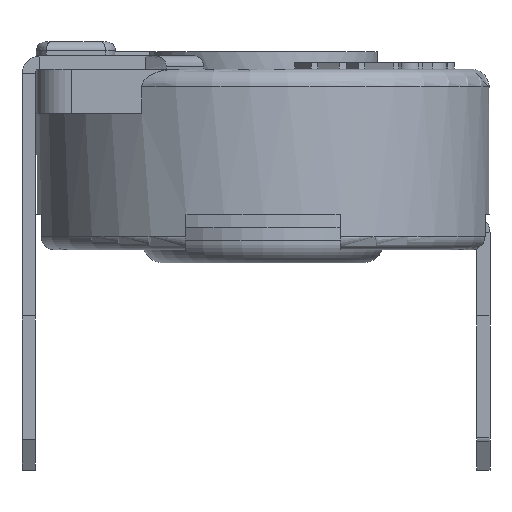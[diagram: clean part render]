
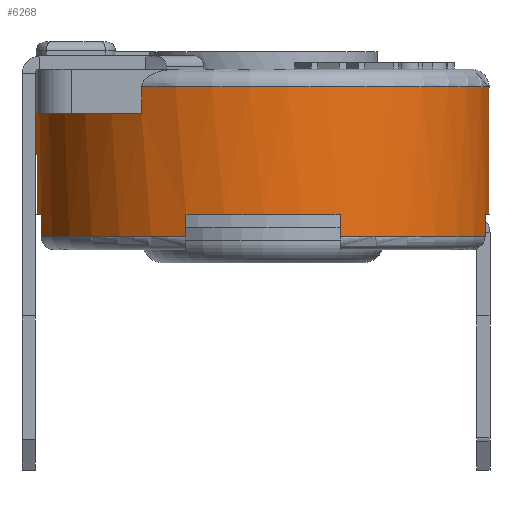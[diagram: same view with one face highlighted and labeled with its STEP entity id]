
A CAD part, front view. The second image highlights one B-rep face of the part: STEP entity #6268.
In plain terms, the highlighted cylindrical face has radius 5.15 mm (diameter 10.3 mm), a full revolution.
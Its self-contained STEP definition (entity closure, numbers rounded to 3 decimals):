
#496=FACE_OUTER_BOUND('',#862,.T.);
#862=EDGE_LOOP('',(#4539,#4540,#4541,#4542,#4543,#4544,#4545,#4546,#4547,
#4548,#4549,#4550,#4551,#4552,#4553,#4554,#4555,#4556,#4557,#4558,#4559,
#4560,#4561,#4562,#4563));
#1353=LINE('',#9634,#2011);
#1355=LINE('',#9640,#2013);
#1357=LINE('',#9657,#2015);
#1358=LINE('',#9659,#2016);
#1359=LINE('',#9662,#2017);
#1360=LINE('',#9664,#2018);
#1361=LINE('',#9667,#2019);
#1362=LINE('',#9669,#2020);
#1363=LINE('',#9672,#2021);
#1364=LINE('',#9674,#2022);
#1365=LINE('',#9677,#2023);
#2011=VECTOR('',#7424,1000.);
#2013=VECTOR('',#7428,1000.);
#2015=VECTOR('',#7438,5.15);
#2016=VECTOR('',#7439,1000.);
#2017=VECTOR('',#7442,1000.);
#2018=VECTOR('',#7443,1000.);
#2019=VECTOR('',#7446,1000.);
#2020=VECTOR('',#7447,1000.);
#2021=VECTOR('',#7450,1000.);
#2022=VECTOR('',#7451,1000.);
#2023=VECTOR('',#7454,1000.);
#2567=CIRCLE('',#6710,5.15);
#2569=CIRCLE('',#6712,5.15);
#2570=CIRCLE('',#6713,5.15);
#2572=CIRCLE('',#6715,5.15);
#2574=CIRCLE('',#6717,5.15);
#2577=CIRCLE('',#6726,5.15);
#2578=CIRCLE('',#6727,5.15);
#2579=CIRCLE('',#6728,5.15);
#2580=CIRCLE('',#6729,5.15);
#2581=CIRCLE('',#6730,5.15);
#2582=CIRCLE('',#6731,5.15);
#2583=CIRCLE('',#6732,5.15);
#2584=CIRCLE('',#6733,5.15);
#2874=VERTEX_POINT('',#9572);
#2875=VERTEX_POINT('',#9574);
#2878=VERTEX_POINT('',#9580);
#2879=VERTEX_POINT('',#9582);
#2880=VERTEX_POINT('',#9584);
#2883=VERTEX_POINT('',#9590);
#2884=VERTEX_POINT('',#9592);
#2887=VERTEX_POINT('',#9598);
#2888=VERTEX_POINT('',#9600);
#2889=VERTEX_POINT('',#9604);
#2895=VERTEX_POINT('',#9621);
#2896=VERTEX_POINT('',#9623);
#2897=VERTEX_POINT('',#9636);
#2899=VERTEX_POINT('',#9639);
#2900=VERTEX_POINT('',#9655);
#2901=VERTEX_POINT('',#9658);
#2902=VERTEX_POINT('',#9660);
#2903=VERTEX_POINT('',#9663);
#2904=VERTEX_POINT('',#9665);
#2905=VERTEX_POINT('',#9668);
#2906=VERTEX_POINT('',#9670);
#2907=VERTEX_POINT('',#9673);
#2908=VERTEX_POINT('',#9675);
#3515=EDGE_CURVE('',#2874,#2875,#2567,.T.);
#3519=EDGE_CURVE('',#2878,#2879,#2569,.T.);
#3520=EDGE_CURVE('',#2879,#2880,#2570,.T.);
#3524=EDGE_CURVE('',#2883,#2884,#2572,.T.);
#3528=EDGE_CURVE('',#2887,#2888,#2574,.T.);
#3541=EDGE_CURVE('',#2895,#2896,#1353,.T.);
#3543=EDGE_CURVE('',#2897,#2899,#1355,.T.);
#3547=EDGE_CURVE('',#2896,#2900,#2577,.T.);
#3548=EDGE_CURVE('',#2900,#2879,#1357,.T.);
#3549=EDGE_CURVE('',#2901,#2878,#1358,.T.);
#3550=EDGE_CURVE('',#2901,#2902,#2578,.T.);
#3551=EDGE_CURVE('',#2902,#2875,#1359,.T.);
#3552=EDGE_CURVE('',#2903,#2874,#1360,.T.);
#3553=EDGE_CURVE('',#2903,#2904,#2579,.T.);
#3554=EDGE_CURVE('',#2904,#2888,#1361,.T.);
#3555=EDGE_CURVE('',#2905,#2887,#1362,.T.);
#3556=EDGE_CURVE('',#2905,#2906,#2580,.T.);
#3557=EDGE_CURVE('',#2906,#2884,#1363,.T.);
#3558=EDGE_CURVE('',#2907,#2883,#1364,.T.);
#3559=EDGE_CURVE('',#2907,#2908,#2581,.T.);
#3560=EDGE_CURVE('',#2908,#2880,#1365,.T.);
#3561=EDGE_CURVE('',#2900,#2899,#2582,.T.);
#3562=EDGE_CURVE('',#2889,#2897,#2583,.T.);
#3563=EDGE_CURVE('',#2895,#2889,#2584,.T.);
#4539=ORIENTED_EDGE('',*,*,#3541,.T.);
#4540=ORIENTED_EDGE('',*,*,#3547,.T.);
#4541=ORIENTED_EDGE('',*,*,#3548,.T.);
#4542=ORIENTED_EDGE('',*,*,#3519,.F.);
#4543=ORIENTED_EDGE('',*,*,#3549,.F.);
#4544=ORIENTED_EDGE('',*,*,#3550,.T.);
#4545=ORIENTED_EDGE('',*,*,#3551,.T.);
#4546=ORIENTED_EDGE('',*,*,#3515,.F.);
#4547=ORIENTED_EDGE('',*,*,#3552,.F.);
#4548=ORIENTED_EDGE('',*,*,#3553,.T.);
#4549=ORIENTED_EDGE('',*,*,#3554,.T.);
#4550=ORIENTED_EDGE('',*,*,#3528,.F.);
#4551=ORIENTED_EDGE('',*,*,#3555,.F.);
#4552=ORIENTED_EDGE('',*,*,#3556,.T.);
#4553=ORIENTED_EDGE('',*,*,#3557,.T.);
#4554=ORIENTED_EDGE('',*,*,#3524,.F.);
#4555=ORIENTED_EDGE('',*,*,#3558,.F.);
#4556=ORIENTED_EDGE('',*,*,#3559,.T.);
#4557=ORIENTED_EDGE('',*,*,#3560,.T.);
#4558=ORIENTED_EDGE('',*,*,#3520,.F.);
#4559=ORIENTED_EDGE('',*,*,#3548,.F.);
#4560=ORIENTED_EDGE('',*,*,#3561,.T.);
#4561=ORIENTED_EDGE('',*,*,#3543,.F.);
#4562=ORIENTED_EDGE('',*,*,#3562,.F.);
#4563=ORIENTED_EDGE('',*,*,#3563,.F.);
#6187=CYLINDRICAL_SURFACE('',#6725,5.15);
#6268=ADVANCED_FACE('',(#496),#6187,.T.);
#6710=AXIS2_PLACEMENT_3D('',#9575,#7384,#7385);
#6712=AXIS2_PLACEMENT_3D('',#9583,#7390,#7391);
#6713=AXIS2_PLACEMENT_3D('',#9585,#7392,#7393);
#6715=AXIS2_PLACEMENT_3D('',#9593,#7398,#7399);
#6717=AXIS2_PLACEMENT_3D('',#9601,#7404,#7405);
#6725=AXIS2_PLACEMENT_3D('',#9654,#7434,#7435);
#6726=AXIS2_PLACEMENT_3D('',#9656,#7436,#7437);
#6727=AXIS2_PLACEMENT_3D('',#9661,#7440,#7441);
#6728=AXIS2_PLACEMENT_3D('',#9666,#7444,#7445);
#6729=AXIS2_PLACEMENT_3D('',#9671,#7448,#7449);
#6730=AXIS2_PLACEMENT_3D('',#9676,#7452,#7453);
#6731=AXIS2_PLACEMENT_3D('',#9678,#7455,#7456);
#6732=AXIS2_PLACEMENT_3D('',#9679,#7457,#7458);
#6733=AXIS2_PLACEMENT_3D('',#9680,#7459,#7460);
#7384=DIRECTION('center_axis',(0.,0.,
-1.));
#7385=DIRECTION('ref_axis',(0.,1.,0.));
#7390=DIRECTION('center_axis',(0.,0.,
-1.));
#7391=DIRECTION('ref_axis',(0.,1.,0.));
#7392=DIRECTION('center_axis',(0.,0.,
-1.));
#7393=DIRECTION('ref_axis',(0.,1.,0.));
#7398=DIRECTION('center_axis',(0.,0.,
-1.));
#7399=DIRECTION('ref_axis',(0.,1.,0.));
#7404=DIRECTION('center_axis',(0.,0.,
-1.));
#7405=DIRECTION('ref_axis',(0.,1.,0.));
#7424=DIRECTION('',(0.,0.,1.));
#7428=DIRECTION('',(0.,0.,1.));
#7434=DIRECTION('center_axis',(0.,0.,
1.));
#7435=DIRECTION('ref_axis',(0.,-1.,0.));
#7436=DIRECTION('center_axis',(0.,0.,
-1.));
#7437=DIRECTION('ref_axis',(0.,1.,0.));
#7438=DIRECTION('',(0.,0.,-1.));
#7439=DIRECTION('',(0.,0.,1.));
#7440=DIRECTION('center_axis',(0.,0.,
1.));
#7441=DIRECTION('ref_axis',(0.,1.,0.));
#7442=DIRECTION('',(0.,0.,1.));
#7443=DIRECTION('',(0.,0.,1.));
#7444=DIRECTION('center_axis',(0.,0.,
1.));
#7445=DIRECTION('ref_axis',(0.,-1.,0.));
#7446=DIRECTION('',(0.,0.,1.));
#7447=DIRECTION('',(0.,0.,1.));
#7448=DIRECTION('center_axis',(0.,0.,
1.));
#7449=DIRECTION('ref_axis',(0.,1.,0.));
#7450=DIRECTION('',(0.,0.,1.));
#7451=DIRECTION('',(0.,0.,1.));
#7452=DIRECTION('center_axis',(0.,0.,
1.));
#7453=DIRECTION('ref_axis',(0.,-1.,0.));
#7454=DIRECTION('',(0.,0.,1.));
#7455=DIRECTION('center_axis',(0.,0.,
-1.));
#7456=DIRECTION('ref_axis',(0.,1.,0.));
#7457=DIRECTION('center_axis',(0.,0.,
1.));
#7458=DIRECTION('ref_axis',(0.,1.,0.));
#7459=DIRECTION('center_axis',(0.,0.,
1.));
#7460=DIRECTION('ref_axis',(0.,1.,0.));
#9572=CARTESIAN_POINT('',(0.208,1.45,2.45));
#9574=CARTESIAN_POINT('',(0.208,3.55,2.45));
#9575=CARTESIAN_POINT('Origin',(5.25,2.5,2.45));
#9580=CARTESIAN_POINT('',(3.5,7.344,2.45));
#9582=CARTESIAN_POINT('',(5.25,7.65,2.45));
#9583=CARTESIAN_POINT('Origin',(5.25,2.5,2.45));
#9584=CARTESIAN_POINT('',(7.,7.344,2.45));
#9585=CARTESIAN_POINT('Origin',(5.25,2.5,2.45));
#9590=CARTESIAN_POINT('',(10.292,3.55,2.45));
#9592=CARTESIAN_POINT('',(10.292,1.45,2.45));
#9593=CARTESIAN_POINT('Origin',(5.25,2.5,2.45));
#9598=CARTESIAN_POINT('',(7.,-2.344,2.45));
#9600=CARTESIAN_POINT('',(3.5,-2.344,2.45));
#9601=CARTESIAN_POINT('Origin',(5.25,2.5,2.45));
#9604=CARTESIAN_POINT('',(0.1,2.5,4.75));
#9621=CARTESIAN_POINT('',(2.493,6.85,4.75));
#9623=CARTESIAN_POINT('',(2.493,6.85,5.35));
#9634=CARTESIAN_POINT('',(2.493,6.85,2.45));
#9636=CARTESIAN_POINT('',(2.493,-1.85,4.75));
#9639=CARTESIAN_POINT('',(2.493,-1.85,5.35));
#9640=CARTESIAN_POINT('',(2.493,-1.85,2.45));
#9654=CARTESIAN_POINT('Origin',(5.25,2.5,2.45));
#9655=CARTESIAN_POINT('',(5.25,7.65,5.35));
#9656=CARTESIAN_POINT('Origin',(5.25,2.5,5.35));
#9657=CARTESIAN_POINT('',(5.25,7.65,2.45));
#9658=CARTESIAN_POINT('',(3.5,7.344,1.95));
#9659=CARTESIAN_POINT('',(3.5,7.344,2.15));
#9660=CARTESIAN_POINT('',(0.208,3.55,1.95));
#9661=CARTESIAN_POINT('Origin',(5.25,2.5,1.95));
#9662=CARTESIAN_POINT('',(0.208,3.55,2.15));
#9663=CARTESIAN_POINT('',(0.208,1.45,1.95));
#9664=CARTESIAN_POINT('',(0.208,1.45,2.15));
#9665=CARTESIAN_POINT('',(3.5,-2.344,1.95));
#9666=CARTESIAN_POINT('Origin',(5.25,2.5,1.95));
#9667=CARTESIAN_POINT('',(3.5,-2.344,2.15));
#9668=CARTESIAN_POINT('',(7.,-2.344,1.95));
#9669=CARTESIAN_POINT('',(7.,-2.344,2.15));
#9670=CARTESIAN_POINT('',(10.292,1.45,1.95));
#9671=CARTESIAN_POINT('Origin',(5.25,2.5,1.95));
#9672=CARTESIAN_POINT('',(10.292,1.45,2.15));
#9673=CARTESIAN_POINT('',(10.292,3.55,1.95));
#9674=CARTESIAN_POINT('',(10.292,3.55,2.15));
#9675=CARTESIAN_POINT('',(7.,7.344,1.95));
#9676=CARTESIAN_POINT('Origin',(5.25,2.5,1.95));
#9677=CARTESIAN_POINT('',(7.,7.344,2.15));
#9678=CARTESIAN_POINT('Origin',(5.25,2.5,5.35));
#9679=CARTESIAN_POINT('Origin',(5.25,2.5,4.75));
#9680=CARTESIAN_POINT('Origin',(5.25,2.5,4.75));
